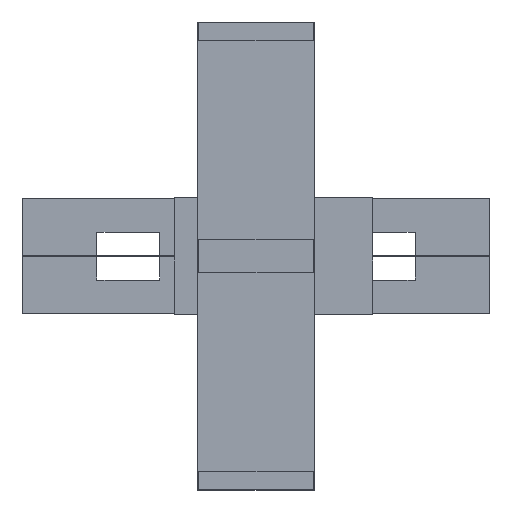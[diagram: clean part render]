
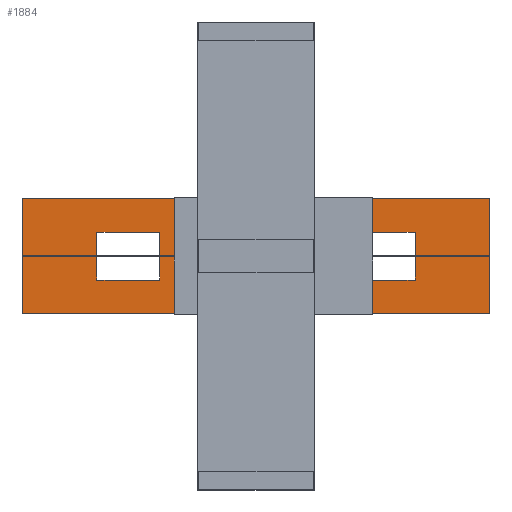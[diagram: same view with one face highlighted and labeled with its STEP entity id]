
A CAD part, top view. The second image highlights one B-rep face of the part: STEP entity #1884.
In plain terms, the highlighted planar face has unit normal (0, 0, 1).
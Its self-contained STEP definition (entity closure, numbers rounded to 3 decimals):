
#1884 = ADVANCED_FACE( '', ( #4935, #4936, #4937 ), #4938, .T. );
#4935 = FACE_BOUND( '', #8319, .T. );
#4936 = FACE_OUTER_BOUND( '', #8320, .T. );
#4937 = FACE_BOUND( '', #8321, .T. );
#4938 = PLANE( '', #8322 );
#8319 = EDGE_LOOP( '', ( #21933, #21934, #21935, #21936 ) );
#8320 = EDGE_LOOP( '', ( #21937, #21938, #21939, #21940 ) );
#8321 = EDGE_LOOP( '', ( #21941, #21942, #21943, #21944 ) );
#8322 = AXIS2_PLACEMENT_3D( '', #21945, #21946, #21947 );
#21933 = ORIENTED_EDGE( '', *, *, #25920, .F. );
#21934 = ORIENTED_EDGE( '', *, *, #25922, .F. );
#21935 = ORIENTED_EDGE( '', *, *, #25923, .F. );
#21936 = ORIENTED_EDGE( '', *, *, #25916, .F. );
#21937 = ORIENTED_EDGE( '', *, *, #25913, .T. );
#21938 = ORIENTED_EDGE( '', *, *, #25924, .T. );
#21939 = ORIENTED_EDGE( '', *, *, #25925, .T. );
#21940 = ORIENTED_EDGE( '', *, *, #25926, .T. );
#21941 = ORIENTED_EDGE( '', *, *, #25927, .F. );
#21942 = ORIENTED_EDGE( '', *, *, #25928, .F. );
#21943 = ORIENTED_EDGE( '', *, *, #25929, .F. );
#21944 = ORIENTED_EDGE( '', *, *, #25930, .F. );
#21945 = CARTESIAN_POINT( '', ( -199.5, -49.5, 4. ) );
#21946 = DIRECTION( '', ( 0., 0., 1. ) );
#21947 = DIRECTION( '', ( 1., 0., 0. ) );
#25913 = EDGE_CURVE( '', #32417, #32415, #32418, .T. );
#25916 = EDGE_CURVE( '', #32421, #32423, #32424, .T. );
#25920 = EDGE_CURVE( '', #32429, #32421, #32431, .T. );
#25922 = EDGE_CURVE( '', #32433, #32429, #32434, .T. );
#25923 = EDGE_CURVE( '', #32423, #32433, #32435, .T. );
#25924 = EDGE_CURVE( '', #32415, #32436, #32437, .T. );
#25925 = EDGE_CURVE( '', #32436, #32438, #32439, .T. );
#25926 = EDGE_CURVE( '', #32438, #32417, #32440, .T. );
#25927 = EDGE_CURVE( '', #32441, #32442, #32443, .T. );
#25928 = EDGE_CURVE( '', #32444, #32441, #32445, .T. );
#25929 = EDGE_CURVE( '', #32446, #32444, #32447, .T. );
#25930 = EDGE_CURVE( '', #32442, #32446, #32448, .T. );
#32415 = VERTEX_POINT( '', #45332 );
#32417 = VERTEX_POINT( '', #45335 );
#32418 = LINE( '', #45336, #45337 );
#32421 = VERTEX_POINT( '', #45341 );
#32423 = VERTEX_POINT( '', #45344 );
#32424 = LINE( '', #45345, #45346 );
#32429 = VERTEX_POINT( '', #45353 );
#32431 = LINE( '', #45356, #45357 );
#32433 = VERTEX_POINT( '', #45360 );
#32434 = LINE( '', #45361, #45362 );
#32435 = LINE( '', #45363, #45364 );
#32436 = VERTEX_POINT( '', #45365 );
#32437 = LINE( '', #45366, #45367 );
#32438 = VERTEX_POINT( '', #45368 );
#32439 = LINE( '', #45369, #45370 );
#32440 = LINE( '', #45371, #45372 );
#32441 = VERTEX_POINT( '', #45373 );
#32442 = VERTEX_POINT( '', #45374 );
#32443 = LINE( '', #45375, #45376 );
#32444 = VERTEX_POINT( '', #45377 );
#32445 = LINE( '', #45378, #45379 );
#32446 = VERTEX_POINT( '', #45380 );
#32447 = LINE( '', #45381, #45382 );
#32448 = LINE( '', #45383, #45384 );
#45332 = CARTESIAN_POINT( '', ( -199.5, -49.5, 4. ) );
#45335 = CARTESIAN_POINT( '', ( -199.5, 49.5, 4. ) );
#45336 = CARTESIAN_POINT( '', ( -199.5, 49.5, 4. ) );
#45337 = VECTOR( '', #49596, 1000. );
#45341 = CARTESIAN_POINT( '', ( -82.5, -20.5, 4. ) );
#45344 = CARTESIAN_POINT( '', ( -82.5, 20.5, 4. ) );
#45345 = CARTESIAN_POINT( '', ( -82.5, -20.5, 4. ) );
#45346 = VECTOR( '', #49599, 1000. );
#45353 = CARTESIAN_POINT( '', ( -136., -20.5, 4. ) );
#45356 = CARTESIAN_POINT( '', ( -136., -20.5, 4. ) );
#45357 = VECTOR( '', #49603, 1000. );
#45360 = CARTESIAN_POINT( '', ( -136., 20.5, 4. ) );
#45361 = CARTESIAN_POINT( '', ( -136., 20.5, 4. ) );
#45362 = VECTOR( '', #49605, 1000. );
#45363 = CARTESIAN_POINT( '', ( -82.5, 20.5, 4. ) );
#45364 = VECTOR( '', #49606, 1000. );
#45365 = CARTESIAN_POINT( '', ( 199.5, -49.5, 4. ) );
#45366 = CARTESIAN_POINT( '', ( -199.5, -49.5, 4. ) );
#45367 = VECTOR( '', #49607, 1000. );
#45368 = CARTESIAN_POINT( '', ( 199.5, 49.5, 4. ) );
#45369 = CARTESIAN_POINT( '', ( 199.5, -49.5, 4. ) );
#45370 = VECTOR( '', #49608, 1000. );
#45371 = CARTESIAN_POINT( '', ( 199.5, 49.5, 4. ) );
#45372 = VECTOR( '', #49609, 1000. );
#45373 = CARTESIAN_POINT( '', ( 82.5, 20.5, 4. ) );
#45374 = CARTESIAN_POINT( '', ( 82.5, -20.5, 4. ) );
#45375 = CARTESIAN_POINT( '', ( 82.5, 20.5, 4. ) );
#45376 = VECTOR( '', #49610, 1000. );
#45377 = CARTESIAN_POINT( '', ( 136., 20.5, 4. ) );
#45378 = CARTESIAN_POINT( '', ( 136., 20.5, 4. ) );
#45379 = VECTOR( '', #49611, 1000. );
#45380 = CARTESIAN_POINT( '', ( 136., -20.5, 4. ) );
#45381 = CARTESIAN_POINT( '', ( 136., -20.5, 4. ) );
#45382 = VECTOR( '', #49612, 1000. );
#45383 = CARTESIAN_POINT( '', ( 82.5, -20.5, 4. ) );
#45384 = VECTOR( '', #49613, 1000. );
#49596 = DIRECTION( '', ( 0., -1., 0. ) );
#49599 = DIRECTION( '', ( 0., 1., 0. ) );
#49603 = DIRECTION( '', ( 1., 0., 0. ) );
#49605 = DIRECTION( '', ( 0., -1., 0. ) );
#49606 = DIRECTION( '', ( -1., 0., 0. ) );
#49607 = DIRECTION( '', ( 1., 0., 0. ) );
#49608 = DIRECTION( '', ( 0., 1., 0. ) );
#49609 = DIRECTION( '', ( -1., 0., 0. ) );
#49610 = DIRECTION( '', ( 0., -1., 0. ) );
#49611 = DIRECTION( '', ( -1., 0., 0. ) );
#49612 = DIRECTION( '', ( 0., 1., 0. ) );
#49613 = DIRECTION( '', ( 1., 0., 0. ) );
